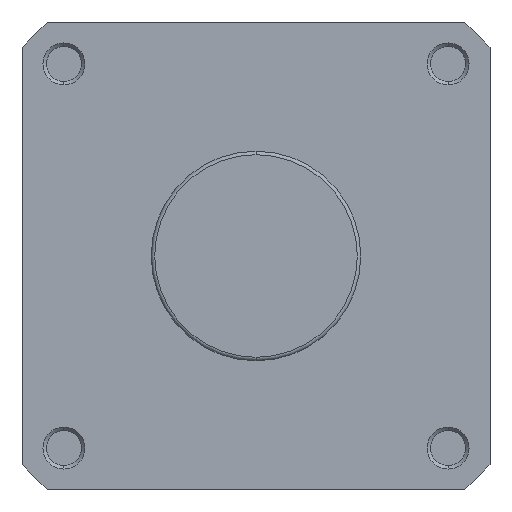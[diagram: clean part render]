
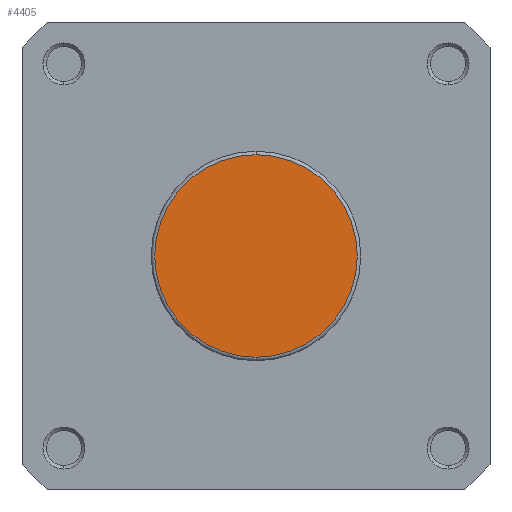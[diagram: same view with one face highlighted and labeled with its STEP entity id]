
A CAD part, left-side view. The second image highlights one B-rep face of the part: STEP entity #4405.
In plain terms, the highlighted planar face has unit normal (-1, 0, 0).
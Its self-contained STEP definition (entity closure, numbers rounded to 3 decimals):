
#547 = CIRCLE ( 'NONE', #2865, 29. ) ;
#1178 = EDGE_LOOP ( 'NONE', ( #4904, #4903 ) ) ;
#2209 = EDGE_CURVE ( 'NONE', #5162, #5298, #4668, .T. ) ;
#2549 = EDGE_CURVE ( 'NONE', #5298, #5162, #547, .T. ) ;
#2789 = AXIS2_PLACEMENT_3D ( 'NONE', #7243, #7242, #7241 ) ;
#2865 = AXIS2_PLACEMENT_3D ( 'NONE', #3811, #3818, #3819 ) ;
#3811 = CARTESIAN_POINT ( 'NONE',  ( 0., 0., 0. ) ) ;
#3818 = DIRECTION ( 'NONE',  ( -1., 0., 0. ) ) ;
#3819 = DIRECTION ( 'NONE',  ( 0., 0., -1. ) ) ;
#4405 = ADVANCED_FACE ( 'NONE', ( #6992 ), #6307, .F. ) ;
#4668 = CIRCLE ( 'NONE', #2789, 29. ) ;
#4903 = ORIENTED_EDGE ( 'NONE', *, *, #2209, .T. ) ;
#4904 = ORIENTED_EDGE ( 'NONE', *, *, #2549, .T. ) ;
#5162 = VERTEX_POINT ( 'NONE', #7293 ) ;
#5298 = VERTEX_POINT ( 'NONE', #7359 ) ;
#6306 = CARTESIAN_POINT ( 'NONE',  ( 0., 30., 0. ) ) ;
#6307 = PLANE ( 'NONE',  #6803 ) ;
#6309 = DIRECTION ( 'NONE',  ( 1., 0., 0. ) ) ;
#6310 = DIRECTION ( 'NONE',  ( 0., 0., -1. ) ) ;
#6803 = AXIS2_PLACEMENT_3D ( 'NONE', #6306, #6309, #6310 ) ;
#6992 = FACE_OUTER_BOUND ( 'NONE', #1178, .T. ) ;
#7241 = DIRECTION ( 'NONE',  ( 0., 0., -1. ) ) ;
#7242 = DIRECTION ( 'NONE',  ( -1., 0., 0. ) ) ;
#7243 = CARTESIAN_POINT ( 'NONE',  ( 0., 0., 0. ) ) ;
#7293 = CARTESIAN_POINT ( 'NONE',  ( 0., 0., 29. ) ) ;
#7359 = CARTESIAN_POINT ( 'NONE',  ( 0., 0., -29. ) ) ;
